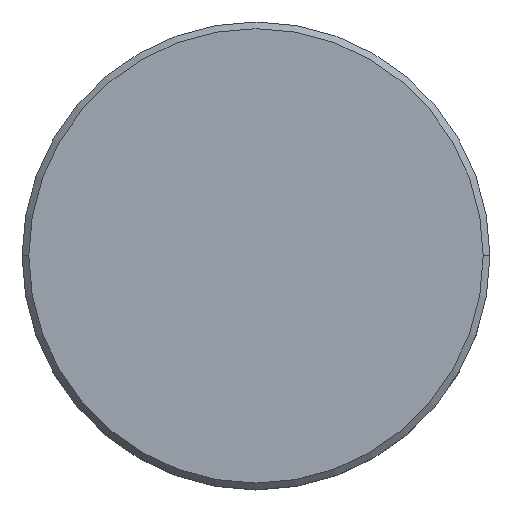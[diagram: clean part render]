
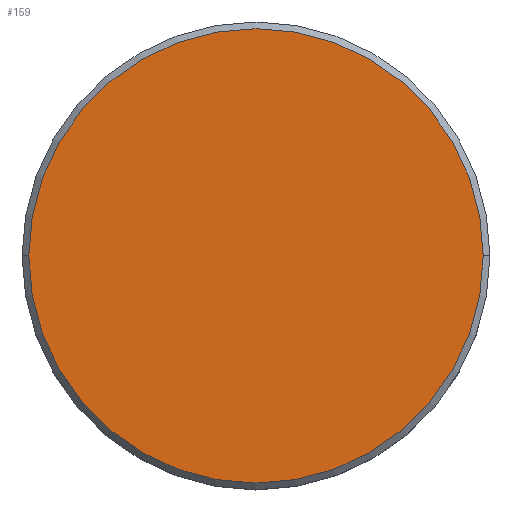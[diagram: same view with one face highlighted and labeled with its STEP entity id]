
A CAD part, top view. The second image highlights one B-rep face of the part: STEP entity #159.
In plain terms, the highlighted planar face has unit normal (0, 0, 1).
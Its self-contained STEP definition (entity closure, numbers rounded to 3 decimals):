
#2 = VERTEX_POINT ( 'NONE', #99 ) ;
#5 = AXIS2_PLACEMENT_3D ( 'NONE', #224, #365, #536 ) ;
#11 = CARTESIAN_POINT ( 'NONE',  ( 0., 0., 0. ) ) ;
#28 = DIRECTION ( 'NONE',  ( 0., 0., 1. ) ) ;
#53 = AXIS2_PLACEMENT_3D ( 'NONE', #135, #28, #580 ) ;
#61 = EDGE_CURVE ( 'NONE', #414, #2, #570, .T. ) ;
#83 = CARTESIAN_POINT ( 'NONE',  ( -17., 0., 0. ) ) ;
#99 = CARTESIAN_POINT ( 'NONE',  ( 17., 0., 0. ) ) ;
#103 = EDGE_LOOP ( 'NONE', ( #552, #144 ) ) ;
#135 = CARTESIAN_POINT ( 'NONE',  ( 0., 0., 0. ) ) ;
#144 = ORIENTED_EDGE ( 'NONE', *, *, #406, .T. ) ;
#155 = DIRECTION ( 'NONE',  ( 0., 0., 1. ) ) ;
#159 = ADVANCED_FACE ( 'NONE', ( #294 ), #473, .T. ) ;
#163 = CIRCLE ( 'NONE', #53, 17. ) ;
#224 = CARTESIAN_POINT ( 'NONE',  ( 0., 0., 0. ) ) ;
#294 = FACE_OUTER_BOUND ( 'NONE', #103, .T. ) ;
#365 = DIRECTION ( 'NONE',  ( 0., 0., 1. ) ) ;
#406 = EDGE_CURVE ( 'NONE', #2, #414, #163, .T. ) ;
#414 = VERTEX_POINT ( 'NONE', #83 ) ;
#473 = PLANE ( 'NONE',  #484 ) ;
#484 = AXIS2_PLACEMENT_3D ( 'NONE', #11, #155, #574 ) ;
#536 = DIRECTION ( 'NONE',  ( 1., 0., 0. ) ) ;
#552 = ORIENTED_EDGE ( 'NONE', *, *, #61, .T. ) ;
#570 = CIRCLE ( 'NONE', #5, 17. ) ;
#574 = DIRECTION ( 'NONE',  ( 1., 0., 0. ) ) ;
#580 = DIRECTION ( 'NONE',  ( 1., 0., 0. ) ) ;
